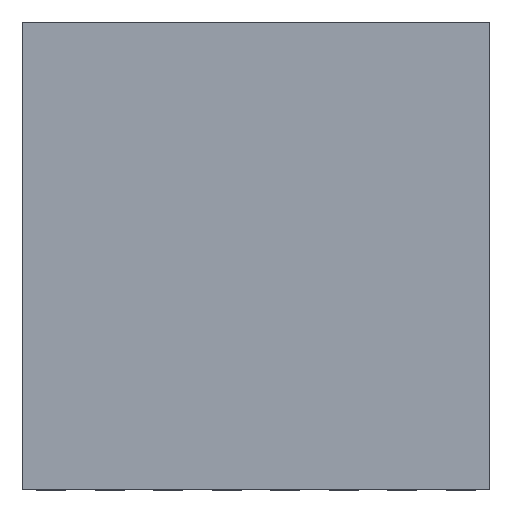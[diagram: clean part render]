
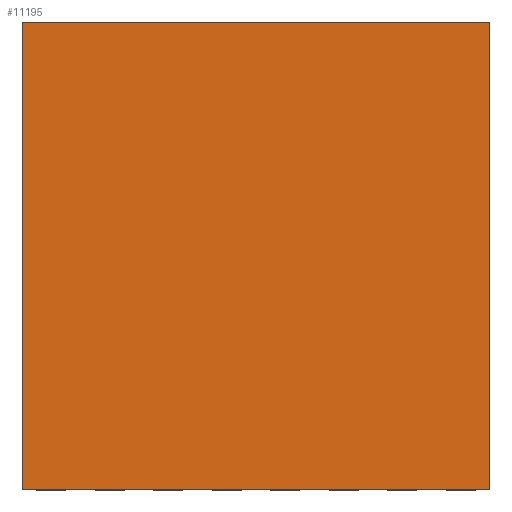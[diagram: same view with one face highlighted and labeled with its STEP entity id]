
A CAD part, front view. The second image highlights one B-rep face of the part: STEP entity #11195.
In plain terms, the highlighted planar face has unit normal (0, -1, 0).
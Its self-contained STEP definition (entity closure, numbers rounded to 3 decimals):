
#1868=ORIENTED_EDGE('',*,*,#4336,.T.);
#1869=ORIENTED_EDGE('',*,*,#4319,.T.);
#1870=ORIENTED_EDGE('',*,*,#4338,.T.);
#1871=ORIENTED_EDGE('',*,*,#4340,.T.);
#4319=EDGE_CURVE('',#5708,#5707,#7003,.T.);
#4336=EDGE_CURVE('',#5712,#5708,#7020,.T.);
#4338=EDGE_CURVE('',#5707,#5713,#7022,.T.);
#4340=EDGE_CURVE('',#5713,#5712,#7024,.T.);
#5707=VERTEX_POINT('',#18795);
#5708=VERTEX_POINT('',#18797);
#5712=VERTEX_POINT('',#18820);
#5713=VERTEX_POINT('',#18824);
#7003=LINE('',#18796,#8521);
#7020=LINE('',#18819,#8538);
#7022=LINE('',#18823,#8540);
#7024=LINE('',#18827,#8542);
#8521=VECTOR('',#15671,1000.);
#8538=VECTOR('',#15692,1000.);
#8540=VECTOR('',#15696,1000.);
#8542=VECTOR('',#15700,1000.);
#9564=EDGE_LOOP('',(#1868,#1869,#1870,#1871));
#10128=FACE_BOUND('',#9564,.T.);
#10662=PLANE('',#13915);
#11195=ADVANCED_FACE('',(#10128),#10662,.T.);
#13915=AXIS2_PLACEMENT_3D('',#18828,#15701,#15702);
#15671=DIRECTION('',(-1.,0.,0.));
#15692=DIRECTION('',(0.,0.,1.));
#15696=DIRECTION('',(0.,0.,-1.));
#15700=DIRECTION('',(1.,0.,0.));
#15701=DIRECTION('',(0.,-1.,0.));
#15702=DIRECTION('',(0.,0.,-1.));
#18795=CARTESIAN_POINT('',(-2.,0.,2.));
#18796=CARTESIAN_POINT('',(2.,0.,2.));
#18797=CARTESIAN_POINT('',(2.,0.,2.));
#18819=CARTESIAN_POINT('',(2.,0.,-2.));
#18820=CARTESIAN_POINT('',(2.,0.,-2.));
#18823=CARTESIAN_POINT('',(-2.,0.,2.));
#18824=CARTESIAN_POINT('',(-2.,0.,-2.));
#18827=CARTESIAN_POINT('',(-2.,0.,-2.));
#18828=CARTESIAN_POINT('',(0.,0.,0.));
